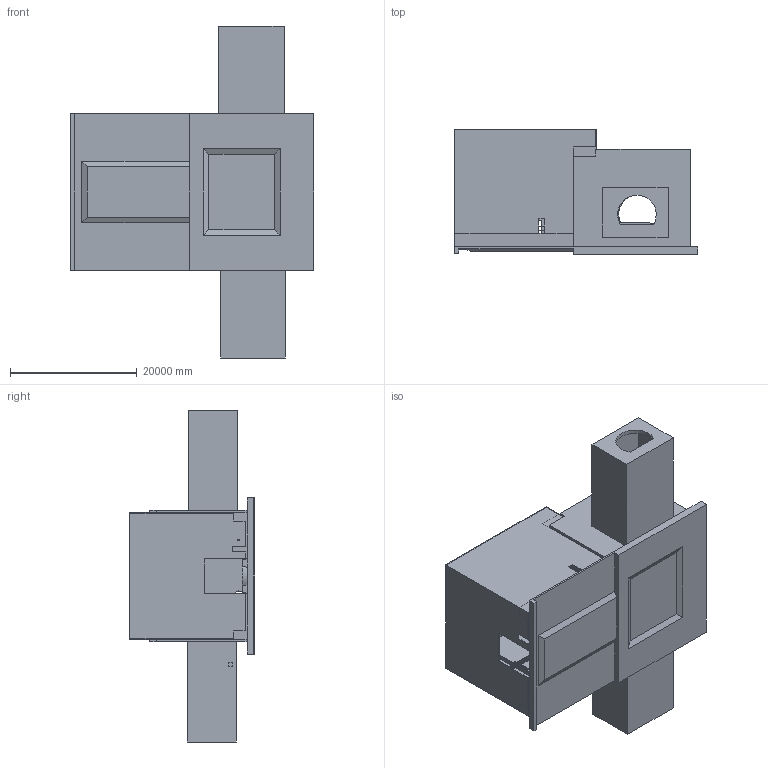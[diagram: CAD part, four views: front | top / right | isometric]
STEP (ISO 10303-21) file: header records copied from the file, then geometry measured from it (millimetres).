
FILE_DESCRIPTION((''),'2;1');
FILE_NAME('1008_IP_SUBSTITUTE_A_ASM','2021-06-02T14:41:22',('jhock'),(''),'CREO PARAMETRIC BY PTC INC, 2019471','CREO PARAMETRIC BY PTC INC, 2019471','');
FILE_SCHEMA(('CONFIG_CONTROL_DESIGN'));
Length unit declared in the file: inch
Products named in the file (29): 1008-SILL-WALL; IP-ENTRANCE-1; ASY-HALL-TRACK2; SOLID1554; SOLID1555; SOLID1557-895; SOLID1557-896; SOLID1557-897; SOLID1557-898; SOLID1557-899; SOLID1558-900; SOLID1558-901; SOLID1558-902; SOLID1558-903; SOLID1558-904; SOLID1558-905; SOLID1558-906; SOLID1563; SOLID1564; SOLID1565; SOLID1567-915; SOLID1567-916; SOLID1567-917; SOLID1568; SOLID1569; SOLID1570; SOLID1571; TURN-TABLE-ASSY-HALL; 1008_IP_SUBSTITUTE_A_ASM
Assembly tree (28 placements, depth 2):
  1008_IP_SUBSTITUTE_A_ASM
    1008-SILL-WALL
    IP-ENTRANCE-1
    ASY-HALL-TRACK2
    SOLID1554
    SOLID1555
    SOLID1557-895
    SOLID1557-896
    SOLID1557-897
    SOLID1557-898
    SOLID1557-899
    SOLID1558-900
    SOLID1558-901
    SOLID1558-902
    SOLID1558-903
    SOLID1558-904
    SOLID1558-905
    SOLID1558-906
    SOLID1563
    SOLID1564
    SOLID1565
    SOLID1567-915
    SOLID1567-916
    SOLID1567-917
    SOLID1568
    SOLID1569
    SOLID1570
    SOLID1571
    TURN-TABLE-ASSY-HALL
Bounding box: 38473.38 x 19812 x 52425.6 mm (x, y, z)
Volume: 3328042776390.4 mm3; surface area: 11132475114.7 mm2
Topology: 31 solids, 31 shells, 1367 faces, 3707 edges, 2409 vertices
Faces by surface type: plane 992, extrusion 187, cylinder 172, bspline 16
Entity records: 49238 total; most frequent: CARTESIAN_POINT 14548, ORIENTED_EDGE 7410, DIRECTION 6177, EDGE_CURVE 3705, VECTOR 3007, LINE 2821, VERTEX_POINT 2408, EDGE_LOOP 1601
